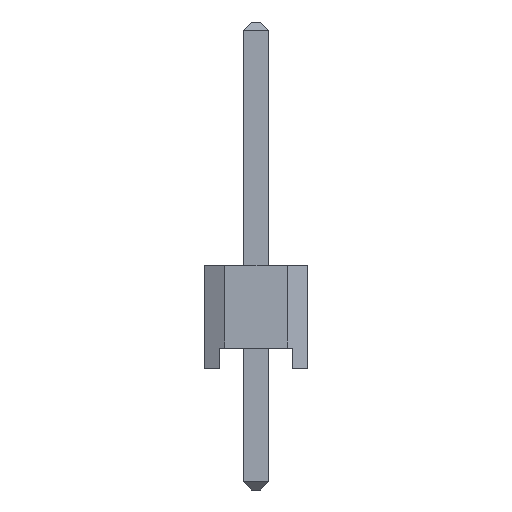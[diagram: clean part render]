
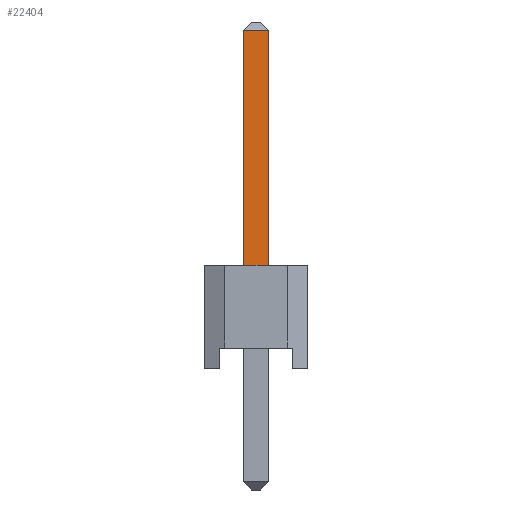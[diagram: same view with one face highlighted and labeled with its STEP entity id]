
A CAD part, left-side view. The second image highlights one B-rep face of the part: STEP entity #22404.
In plain terms, the highlighted planar face has unit normal (-1, 0, 0).
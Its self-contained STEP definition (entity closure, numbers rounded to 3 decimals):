
#3348=ORIENTED_EDGE('',*,*,#5677,.F.);
#3349=ORIENTED_EDGE('',*,*,#6246,.T.);
#3350=ORIENTED_EDGE('',*,*,#6245,.T.);
#3351=ORIENTED_EDGE('',*,*,#6247,.F.);
#5677=EDGE_CURVE('',#7601,#7598,#9335,.T.);
#6245=EDGE_CURVE('',#7915,#7916,#9903,.T.);
#6246=EDGE_CURVE('',#7601,#7915,#9904,.T.);
#6247=EDGE_CURVE('',#7598,#7916,#9905,.T.);
#7598=VERTEX_POINT('',#29974);
#7601=VERTEX_POINT('',#29979);
#7915=VERTEX_POINT('',#31137);
#7916=VERTEX_POINT('',#31141);
#9335=LINE('',#29980,#11581);
#9903=LINE('',#31148,#12149);
#9904=LINE('',#31150,#12150);
#9905=LINE('',#31151,#12151);
#11581=VECTOR('',#25415,1000.);
#12149=VECTOR('',#26551,1000.);
#12150=VECTOR('',#26554,1000.);
#12151=VECTOR('',#26555,1000.);
#13338=EDGE_LOOP('',(#3348,#3349,#3350,#3351));
#14302=FACE_BOUND('',#13338,.T.);
#15202=PLANE('',#23311);
#22404=ADVANCED_FACE('',(#14302),#15202,.F.);
#23311=AXIS2_PLACEMENT_3D('',#31149,#26552,#26553);
#25415=DIRECTION('',(0.,0.,-1.));
#26551=DIRECTION('',(0.,0.,-1.));
#26552=DIRECTION('',(1.,0.,0.));
#26553=DIRECTION('',(0.,1.,0.));
#26554=DIRECTION('',(0.,1.,0.));
#26555=DIRECTION('',(0.,1.,0.));
#29974=CARTESIAN_POINT('',(-39.69,1.27,-0.32));
#29979=CARTESIAN_POINT('',(-39.69,1.27,0.32));
#29980=CARTESIAN_POINT('',(-39.69,1.27,0.32));
#31137=CARTESIAN_POINT('',(-39.69,7.07,0.32));
#31141=CARTESIAN_POINT('',(-39.69,7.07,-0.32));
#31148=CARTESIAN_POINT('',(-39.69,7.07,-0.32));
#31149=CARTESIAN_POINT('',(-39.69,-4.27,-0.32));
#31150=CARTESIAN_POINT('',(-39.69,-4.27,0.32));
#31151=CARTESIAN_POINT('',(-39.69,-4.27,-0.32));
